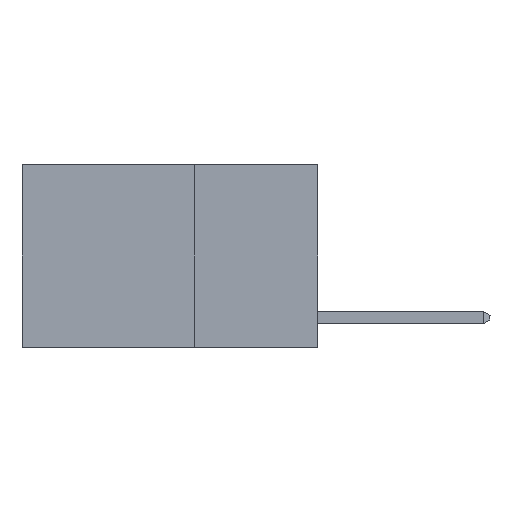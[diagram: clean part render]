
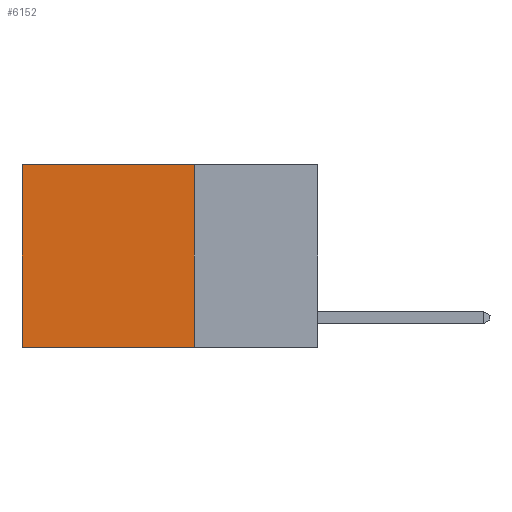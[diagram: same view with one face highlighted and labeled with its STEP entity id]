
A CAD part, left-side view. The second image highlights one B-rep face of the part: STEP entity #6152.
In plain terms, the highlighted planar face has unit normal (-1, 0, 0).
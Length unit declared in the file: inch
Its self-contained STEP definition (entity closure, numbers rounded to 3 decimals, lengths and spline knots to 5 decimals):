
#582 = VECTOR ( 'NONE', #8662, 39.37008 ) ;
#624 = DIRECTION ( 'NONE',  ( 0., 0., -1. ) ) ;
#1046 = LINE ( 'NONE', #1276, #13762 ) ;
#1276 = CARTESIAN_POINT ( 'NONE',  ( 0.2625, 0.25, 0. ) ) ;
#1805 = VECTOR ( 'NONE', #624, 39.37008 ) ;
#1947 = CARTESIAN_POINT ( 'NONE',  ( 0.2625, 0.25, 0. ) ) ;
#2892 = EDGE_CURVE ( 'NONE', #4722, #12018, #8581, .T. ) ;
#3642 = CARTESIAN_POINT ( 'NONE',  ( 0.2625, 0.6, 0. ) ) ;
#3701 = ORIENTED_EDGE ( 'NONE', *, *, #14969, .T. ) ;
#4271 = CARTESIAN_POINT ( 'NONE',  ( 0.2625, 0.25, 0. ) ) ;
#4368 = CARTESIAN_POINT ( 'NONE',  ( 0.2625, 0.25, -0.37 ) ) ;
#4722 = VERTEX_POINT ( 'NONE', #4368 ) ;
#5182 = VECTOR ( 'NONE', #8757, 39.37008 ) ;
#6152 = ADVANCED_FACE ( 'NONE', ( #12944 ), #8386, .F. ) ;
#6936 = EDGE_LOOP ( 'NONE', ( #12133, #7308, #14930, #3701 ) ) ;
#7308 = ORIENTED_EDGE ( 'NONE', *, *, #2892, .F. ) ;
#8302 = CARTESIAN_POINT ( 'NONE',  ( 0.2625, 0.25, 0. ) ) ;
#8386 = PLANE ( 'NONE',  #13779 ) ;
#8581 = LINE ( 'NONE', #14549, #582 ) ;
#8662 = DIRECTION ( 'NONE',  ( 0., 1., 0. ) ) ;
#8757 = DIRECTION ( 'NONE',  ( 0., 0., -1. ) ) ;
#9014 = EDGE_CURVE ( 'NONE', #9271, #12018, #14644, .T. ) ;
#9271 = VERTEX_POINT ( 'NONE', #3642 ) ;
#9938 = CARTESIAN_POINT ( 'NONE',  ( 0.2625, 0.6, -0.37 ) ) ;
#11643 = EDGE_CURVE ( 'NONE', #13144, #4722, #14517, .T. ) ;
#11801 = DIRECTION ( 'NONE',  ( 0., 0., -1. ) ) ;
#12018 = VERTEX_POINT ( 'NONE', #9938 ) ;
#12133 = ORIENTED_EDGE ( 'NONE', *, *, #9014, .T. ) ;
#12910 = DIRECTION ( 'NONE',  ( 0., 1., 0. ) ) ;
#12944 = FACE_OUTER_BOUND ( 'NONE', #6936, .T. ) ;
#13144 = VERTEX_POINT ( 'NONE', #4271 ) ;
#13762 = VECTOR ( 'NONE', #12910, 39.37008 ) ;
#13779 = AXIS2_PLACEMENT_3D ( 'NONE', #8302, #15291, #11801 ) ;
#14517 = LINE ( 'NONE', #1947, #1805 ) ;
#14549 = CARTESIAN_POINT ( 'NONE',  ( 0.2625, 0.25, -0.37 ) ) ;
#14572 = CARTESIAN_POINT ( 'NONE',  ( 0.2625, 0.6, 0. ) ) ;
#14644 = LINE ( 'NONE', #14572, #5182 ) ;
#14930 = ORIENTED_EDGE ( 'NONE', *, *, #11643, .F. ) ;
#14969 = EDGE_CURVE ( 'NONE', #13144, #9271, #1046, .T. ) ;
#15291 = DIRECTION ( 'NONE',  ( 1., 0., 0. ) ) ;
